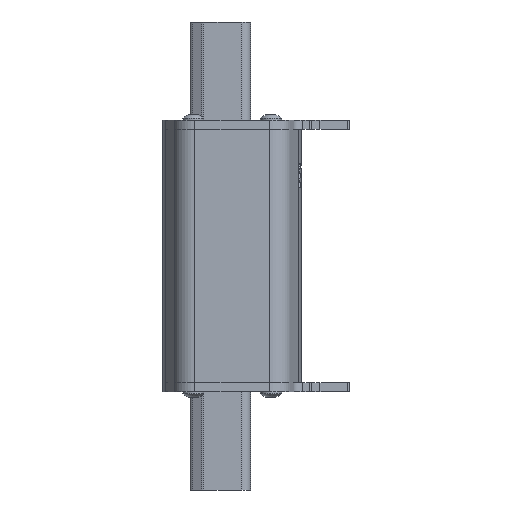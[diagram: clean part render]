
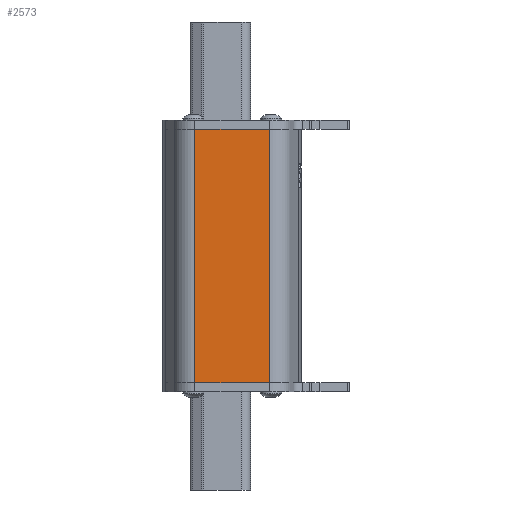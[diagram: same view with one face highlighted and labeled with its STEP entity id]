
A CAD part, front view. The second image highlights one B-rep face of the part: STEP entity #2573.
In plain terms, the highlighted planar face has unit normal (0, -1, 0).
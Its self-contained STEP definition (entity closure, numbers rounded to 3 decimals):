
#788=DIRECTION('',(-1.,0.,0.));
#789=VECTOR('',#788,24.7);
#790=CARTESIAN_POINT('',(4581.927,432.585,-87.));
#791=LINE('',#790,#789);
#867=DIRECTION('',(0.,0.,1.));
#868=VECTOR('',#867,84.);
#869=CARTESIAN_POINT('',(4557.227,432.585,-87.));
#870=LINE('',#869,#868);
#874=DIRECTION('',(-1.,0.,0.));
#875=VECTOR('',#874,24.7);
#876=CARTESIAN_POINT('',(4581.927,432.585,-3.));
#877=LINE('',#876,#875);
#881=DIRECTION('',(0.,0.,-1.));
#882=VECTOR('',#881,84.);
#883=CARTESIAN_POINT('',(4581.927,432.585,-3.));
#884=LINE('',#883,#882);
#1932=CARTESIAN_POINT('',(4557.227,432.585,-87.));
#1933=VERTEX_POINT('',#1932);
#1934=CARTESIAN_POINT('',(4557.227,432.585,-3.));
#1935=VERTEX_POINT('',#1934);
#1936=CARTESIAN_POINT('',(4581.927,432.585,-87.));
#1937=VERTEX_POINT('',#1936);
#1938=CARTESIAN_POINT('',(4581.927,432.585,-3.));
#1939=VERTEX_POINT('',#1938);
#2561=CARTESIAN_POINT('',(4569.577,432.585,-3.));
#2562=DIRECTION('',(0.,-1.,0.));
#2563=DIRECTION('',(-1.,0.,0.));
#2564=AXIS2_PLACEMENT_3D('',#2561,#2562,#2563);
#2565=PLANE('',#2564);
#2566=ORIENTED_EDGE('',*,*,#2403,.T.);
#2567=ORIENTED_EDGE('',*,*,#2549,.T.);
#2568=ORIENTED_EDGE('',*,*,#2331,.F.);
#2570=ORIENTED_EDGE('',*,*,#2569,.T.);
#2571=EDGE_LOOP('',(#2566,#2567,#2568,#2570));
#2572=FACE_OUTER_BOUND('',#2571,.F.);
#2331=EDGE_CURVE('',#1939,#1935,#877,.T.);
#2403=EDGE_CURVE('',#1937,#1933,#791,.T.);
#2549=EDGE_CURVE('',#1933,#1935,#870,.T.);
#2569=EDGE_CURVE('',#1939,#1937,#884,.T.);
#2573=ADVANCED_FACE('',(#2572),#2565,.T.);
